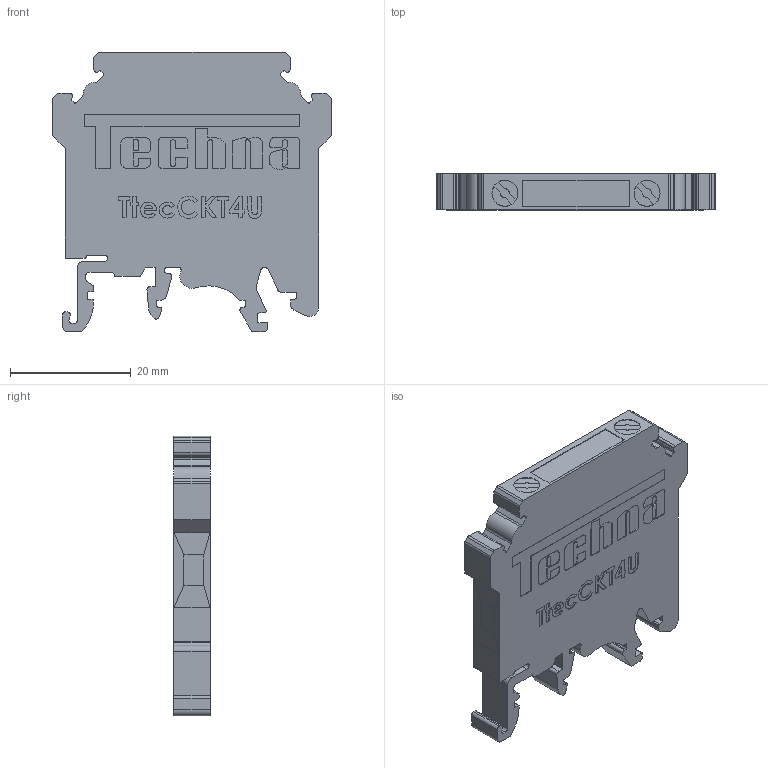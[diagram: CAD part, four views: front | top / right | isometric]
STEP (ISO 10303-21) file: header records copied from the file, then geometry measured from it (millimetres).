
FILE_DESCRIPTION (( 'STEP AP214' ), '1' );
FILE_NAME ('TtecCKT4U.STEP', '2020-06-30T13:16:25', ( '' ), ( '' ), 'SwSTEP 2.0', 'SolidWorks 2020', '' );
FILE_SCHEMA (( 'AUTOMOTIVE_DESIGN' ));
Length unit declared in the file: millimetre
Products named in the file (1): TtecCKT4U
Bounding box: 46.3 x 6 x 46.4 mm (x, y, z)
Volume: 9711.3 mm3; surface area: 4936.1 mm2
Topology: 1 solids, 1 shells, 706 faces, 1969 edges, 1306 vertices
Faces by surface type: plane 425, cylinder 223, bspline 58
Entity records: 31335 total; most frequent: CARTESIAN_POINT 7870, ORIENTED_EDGE 3938, DIRECTION 3603, EDGE_CURVE 1969, VECTOR 1397, LINE 1397, VERTEX_POINT 1306, AXIS2_PLACEMENT_3D 1103
